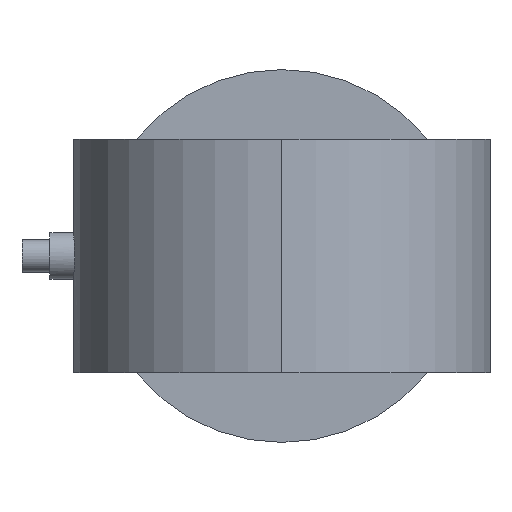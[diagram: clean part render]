
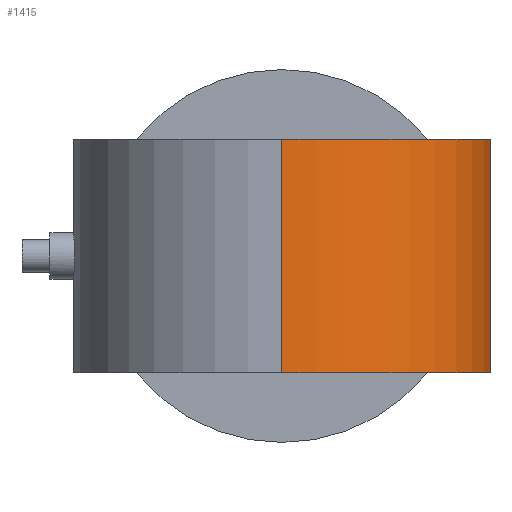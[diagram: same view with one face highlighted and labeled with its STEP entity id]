
A CAD part, left-side view. The second image highlights one B-rep face of the part: STEP entity #1415.
In plain terms, the highlighted cylindrical face has radius 44.767 mm (diameter 89.533 mm), a partial arc.
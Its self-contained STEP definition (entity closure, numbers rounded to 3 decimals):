
#4 = DIRECTION ( 'NONE',  ( -1., 0., 0. ) ) ;
#71 = ORIENTED_EDGE ( 'NONE', *, *, #191, .T. ) ;
#122 = CIRCLE ( 'NONE', #1398, 44.767 ) ;
#173 = AXIS2_PLACEMENT_3D ( 'NONE', #1652, #824, #4 ) ;
#191 = EDGE_CURVE ( 'NONE', #1483, #1698, #305, .T. ) ;
#278 = ORIENTED_EDGE ( 'NONE', *, *, #1052, .T. ) ;
#305 = LINE ( 'NONE', #845, #1241 ) ;
#362 = DIRECTION ( 'NONE',  ( 0., 0., 1. ) ) ;
#374 = CARTESIAN_POINT ( 'NONE',  ( -192.767, 0., -25. ) ) ;
#381 = ORIENTED_EDGE ( 'NONE', *, *, #1054, .F. ) ;
#418 = CYLINDRICAL_SURFACE ( 'NONE', #173, 44.767 ) ;
#427 = FACE_OUTER_BOUND ( 'NONE', #791, .T. ) ;
#496 = DIRECTION ( 'NONE',  ( 1., 0., 0. ) ) ;
#653 = DIRECTION ( 'NONE',  ( 0., 0., -1. ) ) ;
#747 = AXIS2_PLACEMENT_3D ( 'NONE', #1580, #362, #496 ) ;
#791 = EDGE_LOOP ( 'NONE', ( #1563, #71, #278, #381 ) ) ;
#824 = DIRECTION ( 'NONE',  ( 0., 0., -1. ) ) ;
#845 = CARTESIAN_POINT ( 'NONE',  ( -192.767, 0., 25. ) ) ;
#927 = CIRCLE ( 'NONE', #747, 44.767 ) ;
#969 = CARTESIAN_POINT ( 'NONE',  ( -148., 0., -25. ) ) ;
#1016 = VERTEX_POINT ( 'NONE', #1366 ) ;
#1052 = EDGE_CURVE ( 'NONE', #1698, #1016, #122, .T. ) ;
#1054 = EDGE_CURVE ( 'NONE', #1225, #1016, #1192, .T. ) ;
#1192 = LINE ( 'NONE', #1339, #1507 ) ;
#1225 = VERTEX_POINT ( 'NONE', #1456 ) ;
#1241 = VECTOR ( 'NONE', #1395, 1000. ) ;
#1249 = DIRECTION ( 'NONE',  ( 0., 0., 1. ) ) ;
#1319 = EDGE_CURVE ( 'NONE', #1483, #1225, #927, .T. ) ;
#1339 = CARTESIAN_POINT ( 'NONE',  ( -123.947, -37.756, 25. ) ) ;
#1366 = CARTESIAN_POINT ( 'NONE',  ( -123.947, -37.756, -25. ) ) ;
#1382 = CARTESIAN_POINT ( 'NONE',  ( -192.767, 0., 25. ) ) ;
#1395 = DIRECTION ( 'NONE',  ( 0., 0., -1. ) ) ;
#1398 = AXIS2_PLACEMENT_3D ( 'NONE', #969, #1249, #1460 ) ;
#1415 = ADVANCED_FACE ( 'NONE', ( #427 ), #418, .T. ) ;
#1456 = CARTESIAN_POINT ( 'NONE',  ( -123.947, -37.756, 25. ) ) ;
#1460 = DIRECTION ( 'NONE',  ( 1., 0., 0. ) ) ;
#1483 = VERTEX_POINT ( 'NONE', #1382 ) ;
#1507 = VECTOR ( 'NONE', #653, 1000. ) ;
#1563 = ORIENTED_EDGE ( 'NONE', *, *, #1319, .F. ) ;
#1580 = CARTESIAN_POINT ( 'NONE',  ( -148., 0., 25. ) ) ;
#1652 = CARTESIAN_POINT ( 'NONE',  ( -148., 0., 25. ) ) ;
#1698 = VERTEX_POINT ( 'NONE', #374 ) ;
